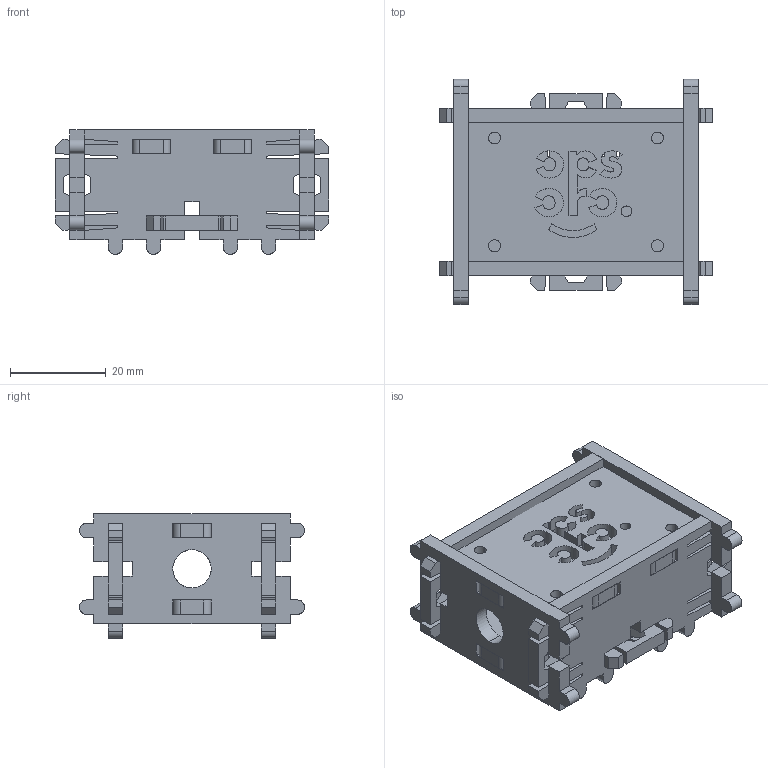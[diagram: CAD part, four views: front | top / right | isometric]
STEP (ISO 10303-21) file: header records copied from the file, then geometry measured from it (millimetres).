
FILE_DESCRIPTION(/* description */ (''),/* implementation_level */ '2;1');
FILE_NAME(/* name */ 'speaker_3D',/* time_stamp */ '2017-05-18T11:08:20+02:00',/* author */ (''),/* organization */ (''),/* preprocessor_version */ 'ST-DEVELOPER v15',/* originating_system */ '',/* authorisation */ '');
FILE_SCHEMA (('AUTOMOTIVE_DESIGN'));
Length unit declared in the file: millimetre
Products named in the file (1): Document
Bounding box: 57 x 47 x 26 mm (x, y, z)
Volume: 18998.7 mm3; surface area: 19597.8 mm2
Topology: 6 solids, 6 shells, 486 faces, 1422 edges, 948 vertices
Faces by surface type: bspline 406, plane 80
Entity records: 16983 total; most frequent: CARTESIAN_POINT 9506, ORIENTED_EDGE 2844, EDGE_CURVE 1422, VERTEX_POINT 948, EDGE_LOOP 540, ADVANCED_FACE 486, FACE_OUTER_BOUND 486, B_SPLINE_CURVE_WITH_KNOTS 327
